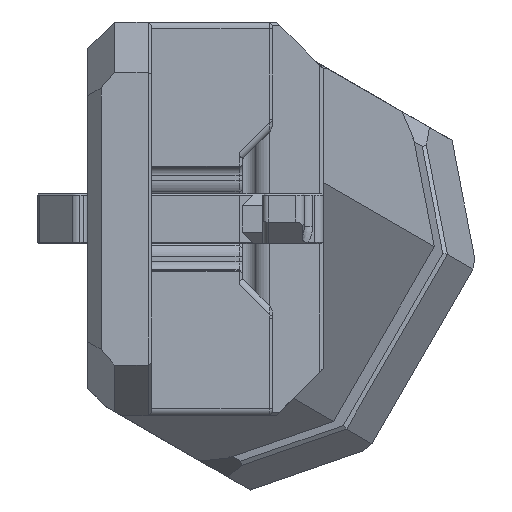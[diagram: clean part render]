
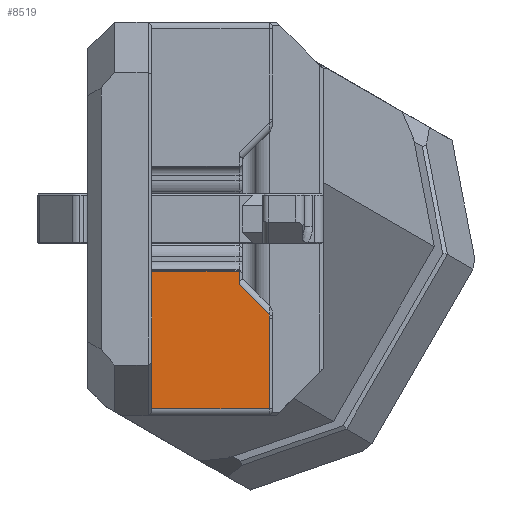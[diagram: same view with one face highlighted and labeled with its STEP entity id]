
A CAD part, left-side view. The second image highlights one B-rep face of the part: STEP entity #8519.
In plain terms, the highlighted planar face has unit normal (-1, 0, 0).
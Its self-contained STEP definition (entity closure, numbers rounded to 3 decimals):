
#66=(
BOUNDED_CURVE()
B_SPLINE_CURVE(2,(#12738,#12739,#12740),.UNSPECIFIED.,.F.,.F.)
B_SPLINE_CURVE_WITH_KNOTS((3,3),(0.232,0.236),
 .UNSPECIFIED.)
CURVE()
GEOMETRIC_REPRESENTATION_ITEM()
RATIONAL_B_SPLINE_CURVE((1.439,1.414,1.387))
REPRESENTATION_ITEM('')
);
#253=B_SPLINE_CURVE_WITH_KNOTS('',3,(#12747,#12748,#12749,#12750),
 .UNSPECIFIED.,.F.,.F.,(4,4),(1.224,1.571),
 .UNSPECIFIED.);
#1030=FACE_OUTER_BOUND('',#1552,.T.);
#1552=EDGE_LOOP('',(#5906,#5907,#5908,#5909,#5910,#5911,#5912,#5913));
#2172=LINE('',#12699,#2890);
#2174=LINE('',#12708,#2892);
#2184=LINE('',#12736,#2902);
#2185=LINE('',#12742,#2903);
#2186=LINE('',#12744,#2904);
#2187=LINE('',#12746,#2905);
#2890=VECTOR('',#10214,10.);
#2892=VECTOR('',#10220,10.);
#2902=VECTOR('',#10252,10.);
#2903=VECTOR('',#10253,10.);
#2904=VECTOR('',#10254,10.);
#2905=VECTOR('',#10255,10.);
#3624=VERTEX_POINT('',#12696);
#3625=VERTEX_POINT('',#12698);
#3627=VERTEX_POINT('',#12704);
#3634=VERTEX_POINT('',#12735);
#3635=VERTEX_POINT('',#12737);
#3636=VERTEX_POINT('',#12741);
#3637=VERTEX_POINT('',#12743);
#3638=VERTEX_POINT('',#12745);
#4484=EDGE_CURVE('',#3624,#3625,#2172,.T.);
#4488=EDGE_CURVE('',#3627,#3624,#2174,.F.);
#4502=EDGE_CURVE('',#3625,#3634,#2184,.T.);
#4503=EDGE_CURVE('',#3627,#3635,#66,.T.);
#4504=EDGE_CURVE('',#3635,#3636,#2185,.T.);
#4505=EDGE_CURVE('',#3637,#3636,#2186,.T.);
#4506=EDGE_CURVE('',#3638,#3637,#2187,.T.);
#4507=EDGE_CURVE('',#3634,#3638,#253,.T.);
#5906=ORIENTED_EDGE('',*,*,#4502,.F.);
#5907=ORIENTED_EDGE('',*,*,#4484,.F.);
#5908=ORIENTED_EDGE('',*,*,#4488,.F.);
#5909=ORIENTED_EDGE('',*,*,#4503,.T.);
#5910=ORIENTED_EDGE('',*,*,#4504,.T.);
#5911=ORIENTED_EDGE('',*,*,#4505,.F.);
#5912=ORIENTED_EDGE('',*,*,#4506,.F.);
#5913=ORIENTED_EDGE('',*,*,#4507,.F.);
#8275=PLANE('',#9148);
#8519=ADVANCED_FACE('',(#1030),#8275,.T.);
#9148=AXIS2_PLACEMENT_3D('',#12734,#10250,#10251);
#10214=DIRECTION('',(0.,-1.,0.));
#10220=DIRECTION('',(0.,0.,-1.));
#10250=DIRECTION('center_axis',(-1.,0.,0.));
#10251=DIRECTION('ref_axis',(0.,0.,
1.));
#10252=DIRECTION('',(0.,-0.707,0.707));
#10253=DIRECTION('',(0.,-1.,0.));
#10254=DIRECTION('',(0.,0.,-1.));
#10255=DIRECTION('',(0.,-1.,0.));
#12696=CARTESIAN_POINT('',(-19.845,-3.136,9.));
#12698=CARTESIAN_POINT('',(-19.845,-3.916,9.));
#12699=CARTESIAN_POINT('',(-19.845,-14.,9.));
#12704=CARTESIAN_POINT('',(-19.845,-3.136,3.763));
#12708=CARTESIAN_POINT('',(-19.845,-3.136,0.625));
#12734=CARTESIAN_POINT('Origin',(-19.845,-14.,1.25));
#12735=CARTESIAN_POINT('',(-19.845,-5.717,10.802));
#12736=CARTESIAN_POINT('',(-19.845,-4.683,9.767));
#12737=CARTESIAN_POINT('',(-19.845,-3.178,3.8));
#12738=CARTESIAN_POINT('Ctrl Pts',(-19.845,-3.136,3.763));
#12739=CARTESIAN_POINT('Ctrl Pts',(-19.845,-3.156,3.781));
#12740=CARTESIAN_POINT('Ctrl Pts',(-19.845,-3.178,3.8));
#12741=CARTESIAN_POINT('',(-19.845,-11.3,3.8));
#12742=CARTESIAN_POINT('',(-19.845,0.,3.8));
#12743=CARTESIAN_POINT('',(-19.845,-11.3,10.8));
#12744=CARTESIAN_POINT('',(-19.845,-11.3,5.817));
#12745=CARTESIAN_POINT('',(-19.845,-5.916,10.8));
#12746=CARTESIAN_POINT('',(-19.845,-7.,10.8));
#12747=CARTESIAN_POINT('Ctrl Pts',(-19.845,-5.717,
10.802));
#12748=CARTESIAN_POINT('Ctrl Pts',(-19.845,-5.785,
10.799));
#12749=CARTESIAN_POINT('Ctrl Pts',(-19.845,-5.85,
10.8));
#12750=CARTESIAN_POINT('Ctrl Pts',(-19.845,-5.916,
10.8));
